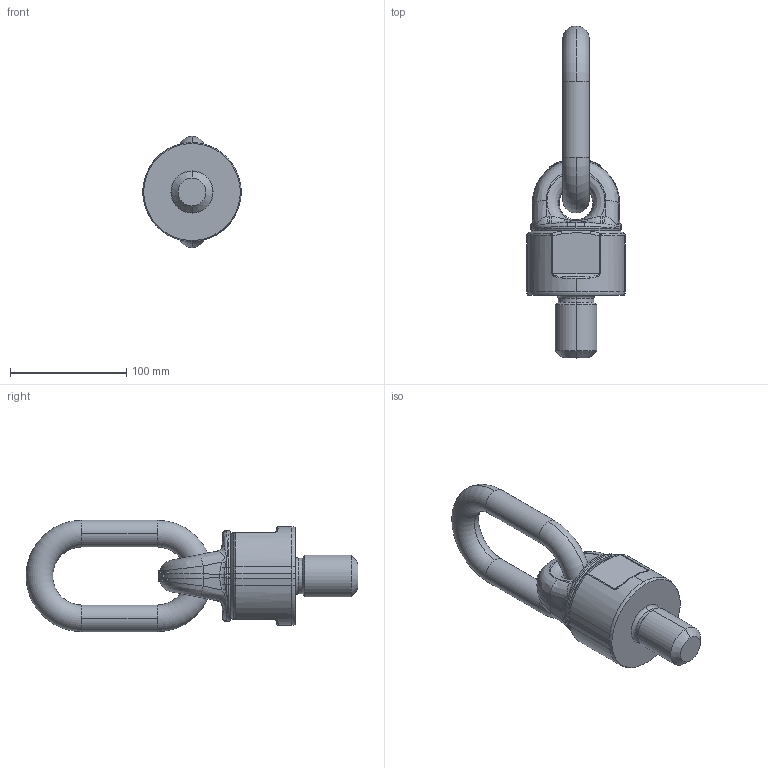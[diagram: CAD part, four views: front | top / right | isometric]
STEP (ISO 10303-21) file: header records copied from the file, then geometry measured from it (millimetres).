
FILE_DESCRIPTION(('STEP AP214'),'1');
FILE_NAME('c8000803654.stp','2018-01-22T13:33:26',('TraceParts'),('TraceParts S.A.'),'Spatial InterOp 3D',' ',' ');
FILE_SCHEMA(('automotive_design'));
Length unit declared in the file: millimetre
Products named in the file (4): c8000803654_1; c8000803654_2; c8000803654_3; c8000803654_4
Bounding box: 85 x 286 x 96 mm (x, y, z)
Volume: 617006.7 mm3; surface area: 78602 mm2
Topology: 4 solids, 4 shells, 327 faces, 918 edges, 589 vertices
Faces by surface type: bspline 172, plane 81, cylinder 54, torus 10, cone 6, sphere 4
Entity records: 26281 total; most frequent: CARTESIAN_POINT 16239, ORIENTED_EDGE 1824, DIRECTION 1166, EDGE_CURVE 912, VERTEX_POINT 589, AXIS2_PLACEMENT_3D 460, B_SPLINE_CURVE_WITH_KNOTS 361, STYLED_ITEM 331
